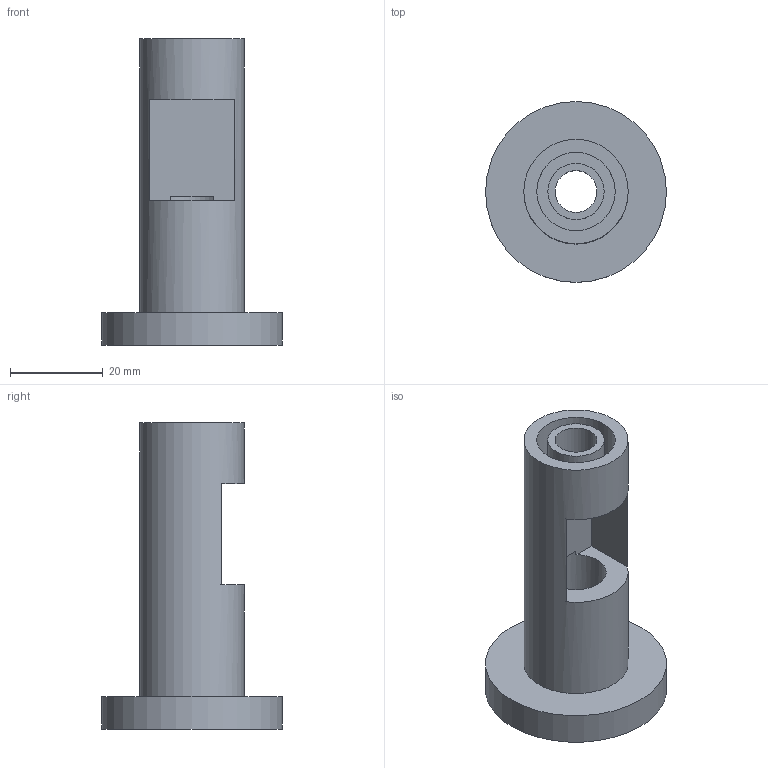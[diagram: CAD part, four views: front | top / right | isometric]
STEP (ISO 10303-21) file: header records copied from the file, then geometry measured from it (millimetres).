
FILE_DESCRIPTION(/* description */ (''),/* implementation_level */ '2;1');
FILE_NAME(/* name */ 'lampy-mount-vertical-mount v2.step',/* time_stamp */ '2024-11-12T14:17:36+05:30',/* author */ (''),/* organization */ (''),/* preprocessor_version */ 'ST-DEVELOPER v20',/* originating_system */ 'Autodesk Translation Framework v13.20.0.188',/* authorisation */ '');
FILE_SCHEMA (('AUTOMOTIVE_DESIGN { 1 0 10303 214 3 1 1 }'));
Length unit declared in the file: millimetre
Products named in the file (1): lampy-mount-vertical-mount
Bounding box: 39 x 39 x 66 mm (x, y, z)
Volume: 17226.2 mm3; surface area: 10617.2 mm2
Topology: 1 solids, 1 shells, 19 faces, 39 edges, 26 vertices
Faces by surface type: plane 12, cylinder 7
Full cylindrical faces by diameter (mm): 9 x1, 12.14 x1, 13 x1, 16.91 x1, 22.5 x1, 33.25 x1, 39 x1
Entity records: 552 total; most frequent: DIRECTION 97, CARTESIAN_POINT 85, ORIENTED_EDGE 78, EDGE_CURVE 39, AXIS2_PLACEMENT_3D 38, EDGE_LOOP 27, VERTEX_POINT 26, LINE 21
